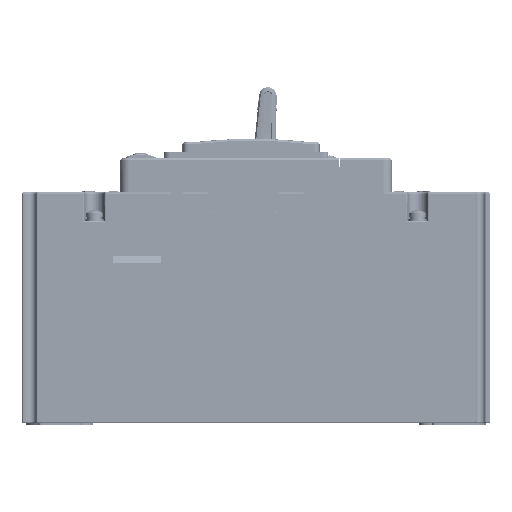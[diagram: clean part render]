
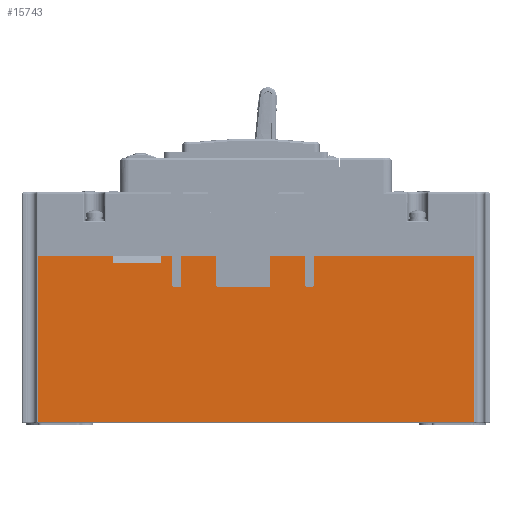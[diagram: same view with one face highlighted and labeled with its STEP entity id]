
A CAD part, left-side view. The second image highlights one B-rep face of the part: STEP entity #15743.
In plain terms, the highlighted planar face has unit normal (-1, 0, 0).
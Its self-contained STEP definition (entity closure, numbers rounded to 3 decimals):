
#9638=FACE_OUTER_BOUND('',#48228,.T.);
#15743=ADVANCED_FACE('',(#9638),#19858,.T.);
#19858=PLANE('',#119138);
#28848=LINE('',#214616,#39137);
#28849=LINE('',#214619,#39138);
#28850=LINE('',#214621,#39139);
#28851=LINE('',#214623,#39140);
#28852=LINE('',#214625,#39141);
#28853=LINE('',#214629,#39142);
#28854=LINE('',#214633,#39143);
#28855=LINE('',#214635,#39144);
#28856=LINE('',#214637,#39145);
#28857=LINE('',#214641,#39146);
#28858=LINE('',#214645,#39147);
#28859=LINE('',#214647,#39148);
#28860=LINE('',#214649,#39149);
#28861=LINE('',#214653,#39150);
#28862=LINE('',#214657,#39151);
#28863=LINE('',#214659,#39152);
#28864=LINE('',#214661,#39153);
#28865=LINE('',#214663,#39154);
#28866=LINE('',#214665,#39155);
#28867=LINE('',#214667,#39156);
#39137=VECTOR('',#145790,1.);
#39138=VECTOR('',#145791,1.);
#39139=VECTOR('',#145792,1.);
#39140=VECTOR('',#145793,1.);
#39141=VECTOR('',#145794,1.);
#39142=VECTOR('',#145797,1.);
#39143=VECTOR('',#145800,1.);
#39144=VECTOR('',#145801,1.);
#39145=VECTOR('',#145802,1.);
#39146=VECTOR('',#145805,1.);
#39147=VECTOR('',#145808,1.);
#39148=VECTOR('',#145809,1.);
#39149=VECTOR('',#145810,1.);
#39150=VECTOR('',#145813,1.);
#39151=VECTOR('',#145816,1.);
#39152=VECTOR('',#145817,1.);
#39153=VECTOR('',#145818,1.);
#39154=VECTOR('',#145819,1.);
#39155=VECTOR('',#145820,1.);
#39156=VECTOR('',#145821,1.);
#48228=EDGE_LOOP('',(#75702,#75703,#75704,#75705,#75706,#75707,#75708,#75709,
#75710,#75711,#75712,#75713,#75714,#75715,#75716,#75717,#75718,#75719,#75720,
#75721,#75722,#75723,#75724,#75725,#75726,#75727));
#75702=ORIENTED_EDGE('',*,*,#104915,.T.);
#75703=ORIENTED_EDGE('',*,*,#104916,.T.);
#75704=ORIENTED_EDGE('',*,*,#104917,.T.);
#75705=ORIENTED_EDGE('',*,*,#104918,.F.);
#75706=ORIENTED_EDGE('',*,*,#104919,.T.);
#75707=ORIENTED_EDGE('',*,*,#104920,.T.);
#75708=ORIENTED_EDGE('',*,*,#104921,.T.);
#75709=ORIENTED_EDGE('',*,*,#104922,.T.);
#75710=ORIENTED_EDGE('',*,*,#104923,.F.);
#75711=ORIENTED_EDGE('',*,*,#104924,.F.);
#75712=ORIENTED_EDGE('',*,*,#104925,.T.);
#75713=ORIENTED_EDGE('',*,*,#104926,.T.);
#75714=ORIENTED_EDGE('',*,*,#104927,.T.);
#75715=ORIENTED_EDGE('',*,*,#104928,.T.);
#75716=ORIENTED_EDGE('',*,*,#104929,.F.);
#75717=ORIENTED_EDGE('',*,*,#104930,.F.);
#75718=ORIENTED_EDGE('',*,*,#104931,.T.);
#75719=ORIENTED_EDGE('',*,*,#104932,.T.);
#75720=ORIENTED_EDGE('',*,*,#104933,.T.);
#75721=ORIENTED_EDGE('',*,*,#104934,.T.);
#75722=ORIENTED_EDGE('',*,*,#104935,.F.);
#75723=ORIENTED_EDGE('',*,*,#104936,.F.);
#75724=ORIENTED_EDGE('',*,*,#104937,.F.);
#75725=ORIENTED_EDGE('',*,*,#104938,.T.);
#75726=ORIENTED_EDGE('',*,*,#104939,.T.);
#75727=ORIENTED_EDGE('',*,*,#104940,.F.);
#90124=VERTEX_POINT('',#214617);
#90125=VERTEX_POINT('',#214618);
#90126=VERTEX_POINT('',#214620);
#90127=VERTEX_POINT('',#214622);
#90128=VERTEX_POINT('',#214624);
#90129=VERTEX_POINT('',#214626);
#90130=VERTEX_POINT('',#214628);
#90131=VERTEX_POINT('',#214630);
#90132=VERTEX_POINT('',#214632);
#90133=VERTEX_POINT('',#214634);
#90134=VERTEX_POINT('',#214636);
#90135=VERTEX_POINT('',#214638);
#90136=VERTEX_POINT('',#214640);
#90137=VERTEX_POINT('',#214642);
#90138=VERTEX_POINT('',#214644);
#90139=VERTEX_POINT('',#214646);
#90140=VERTEX_POINT('',#214648);
#90141=VERTEX_POINT('',#214650);
#90142=VERTEX_POINT('',#214652);
#90143=VERTEX_POINT('',#214654);
#90144=VERTEX_POINT('',#214656);
#90145=VERTEX_POINT('',#214658);
#90146=VERTEX_POINT('',#214660);
#90147=VERTEX_POINT('',#214662);
#90148=VERTEX_POINT('',#214664);
#90149=VERTEX_POINT('',#214666);
#104915=EDGE_CURVE('',#90124,#90125,#28848,.T.);
#104916=EDGE_CURVE('',#90125,#90126,#28849,.T.);
#104917=EDGE_CURVE('',#90126,#90127,#28850,.T.);
#104918=EDGE_CURVE('',#90128,#90127,#28851,.T.);
#104919=EDGE_CURVE('',#90128,#90129,#28852,.T.);
#104920=EDGE_CURVE('',#90129,#90130,#110430,.T.);
#104921=EDGE_CURVE('',#90130,#90131,#28853,.T.);
#104922=EDGE_CURVE('',#90131,#90132,#110431,.T.);
#104923=EDGE_CURVE('',#90133,#90132,#28854,.T.);
#104924=EDGE_CURVE('',#90134,#90133,#28855,.T.);
#104925=EDGE_CURVE('',#90134,#90135,#28856,.T.);
#104926=EDGE_CURVE('',#90135,#90136,#110432,.T.);
#104927=EDGE_CURVE('',#90136,#90137,#28857,.T.);
#104928=EDGE_CURVE('',#90137,#90138,#110433,.T.);
#104929=EDGE_CURVE('',#90139,#90138,#28858,.T.);
#104930=EDGE_CURVE('',#90140,#90139,#28859,.T.);
#104931=EDGE_CURVE('',#90140,#90141,#28860,.T.);
#104932=EDGE_CURVE('',#90141,#90142,#110434,.T.);
#104933=EDGE_CURVE('',#90142,#90143,#28861,.T.);
#104934=EDGE_CURVE('',#90143,#90144,#110435,.T.);
#104935=EDGE_CURVE('',#90145,#90144,#28862,.T.);
#104936=EDGE_CURVE('',#90146,#90145,#28863,.T.);
#104937=EDGE_CURVE('',#90147,#90146,#28864,.T.);
#104938=EDGE_CURVE('',#90147,#90148,#28865,.T.);
#104939=EDGE_CURVE('',#90148,#90149,#28866,.T.);
#104940=EDGE_CURVE('',#90124,#90149,#28867,.T.);
#110430=CIRCLE('',#119132,0.5);
#110431=CIRCLE('',#119133,0.5);
#110432=CIRCLE('',#119134,0.5);
#110433=CIRCLE('',#119135,0.5);
#110434=CIRCLE('',#119136,0.5);
#110435=CIRCLE('',#119137,0.5);
#119132=AXIS2_PLACEMENT_3D('',#214627,#145795,#145796);
#119133=AXIS2_PLACEMENT_3D('',#214631,#145798,#145799);
#119134=AXIS2_PLACEMENT_3D('',#214639,#145803,#145804);
#119135=AXIS2_PLACEMENT_3D('',#214643,#145806,#145807);
#119136=AXIS2_PLACEMENT_3D('',#214651,#145811,#145812);
#119137=AXIS2_PLACEMENT_3D('',#214655,#145814,#145815);
#119138=AXIS2_PLACEMENT_3D('',#214668,#145822,#145823);
#145790=DIRECTION('',(0.,0.,-1.));
#145791=DIRECTION('',(0.,-1.,0.));
#145792=DIRECTION('',(0.,0.,1.));
#145793=DIRECTION('',(0.,-1.,0.));
#145794=DIRECTION('',(0.,0.,-1.));
#145795=DIRECTION('',(1.,0.,0.));
#145796=DIRECTION('',(0.,0.,1.));
#145797=DIRECTION('',(0.,1.,0.));
#145798=DIRECTION('',(1.,0.,0.));
#145799=DIRECTION('',(0.,0.,1.));
#145800=DIRECTION('',(0.,0.,-1.));
#145801=DIRECTION('',(0.,-1.,0.));
#145802=DIRECTION('',(0.,0.,-1.));
#145803=DIRECTION('',(1.,0.,0.));
#145804=DIRECTION('',(0.,0.,1.));
#145805=DIRECTION('',(0.,1.,0.));
#145806=DIRECTION('',(1.,0.,0.));
#145807=DIRECTION('',(0.,0.,1.));
#145808=DIRECTION('',(0.,0.,-1.));
#145809=DIRECTION('',(0.,-1.,0.));
#145810=DIRECTION('',(0.,0.,-1.));
#145811=DIRECTION('',(1.,0.,0.));
#145812=DIRECTION('',(0.,0.,1.));
#145813=DIRECTION('',(0.,1.,0.));
#145814=DIRECTION('',(1.,0.,0.));
#145815=DIRECTION('',(0.,0.,1.));
#145816=DIRECTION('',(0.,0.,-1.));
#145817=DIRECTION('',(0.,-1.,0.));
#145818=DIRECTION('',(0.,0.,1.));
#145819=DIRECTION('',(0.,1.,0.));
#145820=DIRECTION('',(0.,0.,1.));
#145821=DIRECTION('',(0.,-1.,0.));
#145822=DIRECTION('',(-1.,0.,0.));
#145823=DIRECTION('',(0.,-1.,0.));
#214616=CARTESIAN_POINT('',(299.,149.806,-36.));
#214617=CARTESIAN_POINT('',(299.,149.806,19.5));
#214618=CARTESIAN_POINT('',(299.,149.806,-35.5));
#214619=CARTESIAN_POINT('',(299.,155.,-35.5));
#214620=CARTESIAN_POINT('',(299.,5.194,-35.5));
#214621=CARTESIAN_POINT('',(299.,5.194,19.5));
#214622=CARTESIAN_POINT('',(299.,5.194,19.5));
#214623=CARTESIAN_POINT('',(299.,140.672,19.5));
#214624=CARTESIAN_POINT('',(299.,58.3,19.5));
#214625=CARTESIAN_POINT('',(299.,58.3,22.2));
#214626=CARTESIAN_POINT('',(299.,58.3,9.7));
#214627=CARTESIAN_POINT('',(299.,58.8,9.7));
#214628=CARTESIAN_POINT('',(299.,58.8,9.2));
#214629=CARTESIAN_POINT('',(299.,155.,9.2));
#214630=CARTESIAN_POINT('',(299.,60.8,9.2));
#214631=CARTESIAN_POINT('',(299.,60.8,9.7));
#214632=CARTESIAN_POINT('',(299.,61.3,9.7));
#214633=CARTESIAN_POINT('',(299.,61.3,22.2));
#214634=CARTESIAN_POINT('',(299.,61.3,19.5));
#214635=CARTESIAN_POINT('',(299.,140.672,19.5));
#214636=CARTESIAN_POINT('',(299.,72.75,19.5));
#214637=CARTESIAN_POINT('',(299.,72.75,22.2));
#214638=CARTESIAN_POINT('',(299.,72.75,9.7));
#214639=CARTESIAN_POINT('',(299.,73.25,9.7));
#214640=CARTESIAN_POINT('',(299.,73.25,9.2));
#214641=CARTESIAN_POINT('',(299.,77.5,9.2));
#214642=CARTESIAN_POINT('',(299.,90.25,9.2));
#214643=CARTESIAN_POINT('',(299.,90.25,9.7));
#214644=CARTESIAN_POINT('',(299.,90.75,9.7));
#214645=CARTESIAN_POINT('',(299.,90.75,22.2));
#214646=CARTESIAN_POINT('',(299.,90.75,19.5));
#214647=CARTESIAN_POINT('',(299.,140.672,19.5));
#214648=CARTESIAN_POINT('',(299.,102.2,19.5));
#214649=CARTESIAN_POINT('',(299.,102.2,22.2));
#214650=CARTESIAN_POINT('',(299.,102.2,9.7));
#214651=CARTESIAN_POINT('',(299.,102.7,9.7));
#214652=CARTESIAN_POINT('',(299.,102.7,9.2));
#214653=CARTESIAN_POINT('',(299.,77.5,9.2));
#214654=CARTESIAN_POINT('',(299.,104.7,9.2));
#214655=CARTESIAN_POINT('',(299.,104.7,9.7));
#214656=CARTESIAN_POINT('',(299.,105.2,9.7));
#214657=CARTESIAN_POINT('',(299.,105.2,22.2));
#214658=CARTESIAN_POINT('',(299.,105.2,19.5));
#214659=CARTESIAN_POINT('',(299.,140.672,19.5));
#214660=CARTESIAN_POINT('',(299.,109.,19.5));
#214661=CARTESIAN_POINT('',(299.,109.,17.));
#214662=CARTESIAN_POINT('',(299.,109.,17.));
#214663=CARTESIAN_POINT('',(299.,109.,17.));
#214664=CARTESIAN_POINT('',(299.,125.,17.));
#214665=CARTESIAN_POINT('',(299.,125.,17.));
#214666=CARTESIAN_POINT('',(299.,125.,19.5));
#214667=CARTESIAN_POINT('',(299.,140.672,19.5));
#214668=CARTESIAN_POINT('',(299.,155.,-40.));
